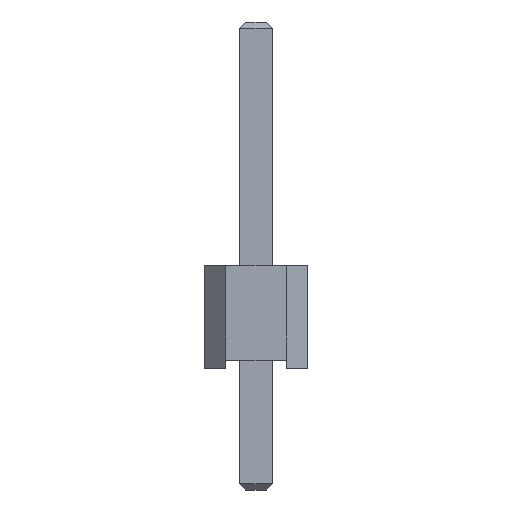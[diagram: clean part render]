
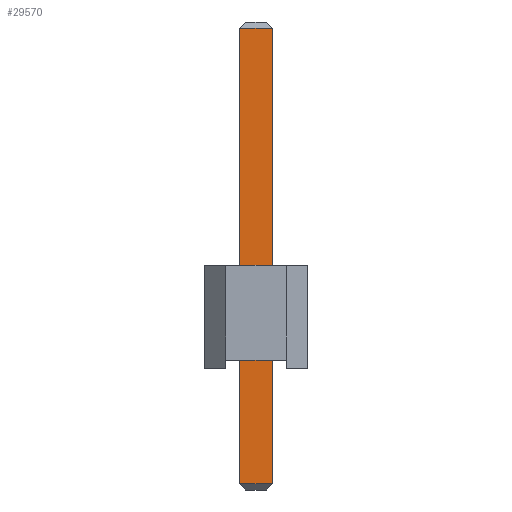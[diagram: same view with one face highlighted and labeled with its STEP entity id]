
A CAD part, front view. The second image highlights one B-rep face of the part: STEP entity #29570.
In plain terms, the highlighted planar face has unit normal (0, -1, 0).
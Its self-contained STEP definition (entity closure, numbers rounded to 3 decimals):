
#29158 = PLANE('',#29159);
#29159 = AXIS2_PLACEMENT_3D('',#29160,#29161,#29162);
#29160 = CARTESIAN_POINT('',(-0.4,-0.4,-3.));
#29161 = DIRECTION('',(-1.,0.,0.));
#29162 = DIRECTION('',(0.,1.,0.));
#29214 = PLANE('',#29215);
#29215 = AXIS2_PLACEMENT_3D('',#29216,#29217,#29218);
#29216 = CARTESIAN_POINT('',(0.4,0.4,-3.));
#29217 = DIRECTION('',(1.,0.,0.));
#29218 = DIRECTION('',(0.,-1.,0.));
#29255 = EDGE_CURVE('',#29256,#29258,#29260,.T.);
#29256 = VERTEX_POINT('',#29257);
#29257 = CARTESIAN_POINT('',(-0.4,-0.4,-2.85));
#29258 = VERTEX_POINT('',#29259);
#29259 = CARTESIAN_POINT('',(-0.4,-0.4,8.39));
#29260 = SURFACE_CURVE('',#29261,(#29265,#29272),.PCURVE_S1.);
#29261 = LINE('',#29262,#29263);
#29262 = CARTESIAN_POINT('',(-0.4,-0.4,-3.));
#29263 = VECTOR('',#29264,1.);
#29264 = DIRECTION('',(0.,0.,1.));
#29265 = PCURVE('',#29158,#29266);
#29266 = DEFINITIONAL_REPRESENTATION('',(#29267),#29271);
#29267 = LINE('',#29268,#29269);
#29268 = CARTESIAN_POINT('',(0.,0.));
#29269 = VECTOR('',#29270,1.);
#29270 = DIRECTION('',(0.,-1.));
#29271 = ( GEOMETRIC_REPRESENTATION_CONTEXT(2) 
PARAMETRIC_REPRESENTATION_CONTEXT() REPRESENTATION_CONTEXT('2D SPACE',''
  ) );
#29272 = PCURVE('',#29273,#29278);
#29273 = PLANE('',#29274);
#29274 = AXIS2_PLACEMENT_3D('',#29275,#29276,#29277);
#29275 = CARTESIAN_POINT('',(0.4,-0.4,-3.));
#29276 = DIRECTION('',(0.,-1.,0.));
#29277 = DIRECTION('',(-1.,0.,0.));
#29278 = DEFINITIONAL_REPRESENTATION('',(#29279),#29283);
#29279 = LINE('',#29280,#29281);
#29280 = CARTESIAN_POINT('',(0.8,0.));
#29281 = VECTOR('',#29282,1.);
#29282 = DIRECTION('',(0.,-1.));
#29283 = ( GEOMETRIC_REPRESENTATION_CONTEXT(2) 
PARAMETRIC_REPRESENTATION_CONTEXT() REPRESENTATION_CONTEXT('2D SPACE',''
  ) );
#29505 = VERTEX_POINT('',#29506);
#29506 = CARTESIAN_POINT('',(0.4,-0.4,8.39));
#29527 = EDGE_CURVE('',#29528,#29505,#29530,.T.);
#29528 = VERTEX_POINT('',#29529);
#29529 = CARTESIAN_POINT('',(0.4,-0.4,-2.85));
#29530 = SURFACE_CURVE('',#29531,(#29535,#29542),.PCURVE_S1.);
#29531 = LINE('',#29532,#29533);
#29532 = CARTESIAN_POINT('',(0.4,-0.4,-3.));
#29533 = VECTOR('',#29534,1.);
#29534 = DIRECTION('',(0.,0.,1.));
#29535 = PCURVE('',#29214,#29536);
#29536 = DEFINITIONAL_REPRESENTATION('',(#29537),#29541);
#29537 = LINE('',#29538,#29539);
#29538 = CARTESIAN_POINT('',(0.8,0.));
#29539 = VECTOR('',#29540,1.);
#29540 = DIRECTION('',(0.,-1.));
#29541 = ( GEOMETRIC_REPRESENTATION_CONTEXT(2) 
PARAMETRIC_REPRESENTATION_CONTEXT() REPRESENTATION_CONTEXT('2D SPACE',''
  ) );
#29542 = PCURVE('',#29273,#29543);
#29543 = DEFINITIONAL_REPRESENTATION('',(#29544),#29548);
#29544 = LINE('',#29545,#29546);
#29545 = CARTESIAN_POINT('',(0.,-0.));
#29546 = VECTOR('',#29547,1.);
#29547 = DIRECTION('',(0.,-1.));
#29548 = ( GEOMETRIC_REPRESENTATION_CONTEXT(2) 
PARAMETRIC_REPRESENTATION_CONTEXT() REPRESENTATION_CONTEXT('2D SPACE',''
  ) );
#29570 = ADVANCED_FACE('',(#29571),#29273,.T.);
#29571 = FACE_BOUND('',#29572,.T.);
#29572 = EDGE_LOOP('',(#29573,#29574,#29600,#29601));
#29573 = ORIENTED_EDGE('',*,*,#29527,.T.);
#29574 = ORIENTED_EDGE('',*,*,#29575,.T.);
#29575 = EDGE_CURVE('',#29505,#29258,#29576,.T.);
#29576 = SURFACE_CURVE('',#29577,(#29581,#29588),.PCURVE_S1.);
#29577 = LINE('',#29578,#29579);
#29578 = CARTESIAN_POINT('',(0.4,-0.4,8.39));
#29579 = VECTOR('',#29580,1.);
#29580 = DIRECTION('',(-1.,0.,0.));
#29581 = PCURVE('',#29273,#29582);
#29582 = DEFINITIONAL_REPRESENTATION('',(#29583),#29587);
#29583 = LINE('',#29584,#29585);
#29584 = CARTESIAN_POINT('',(0.,-11.39));
#29585 = VECTOR('',#29586,1.);
#29586 = DIRECTION('',(1.,0.));
#29587 = ( GEOMETRIC_REPRESENTATION_CONTEXT(2) 
PARAMETRIC_REPRESENTATION_CONTEXT() REPRESENTATION_CONTEXT('2D SPACE',''
  ) );
#29588 = PCURVE('',#29589,#29594);
#29589 = PLANE('',#29590);
#29590 = AXIS2_PLACEMENT_3D('',#29591,#29592,#29593);
#29591 = CARTESIAN_POINT('',(0.4,-0.325,8.465));
#29592 = DIRECTION('',(0.,-0.707,0.707));
#29593 = DIRECTION('',(1.,0.,0.));
#29594 = DEFINITIONAL_REPRESENTATION('',(#29595),#29599);
#29595 = LINE('',#29596,#29597);
#29596 = CARTESIAN_POINT('',(-0.,-0.106));
#29597 = VECTOR('',#29598,1.);
#29598 = DIRECTION('',(-1.,0.));
#29599 = ( GEOMETRIC_REPRESENTATION_CONTEXT(2) 
PARAMETRIC_REPRESENTATION_CONTEXT() REPRESENTATION_CONTEXT('2D SPACE',''
  ) );
#29600 = ORIENTED_EDGE('',*,*,#29255,.F.);
#29601 = ORIENTED_EDGE('',*,*,#29602,.F.);
#29602 = EDGE_CURVE('',#29528,#29256,#29603,.T.);
#29603 = SURFACE_CURVE('',#29604,(#29608,#29615),.PCURVE_S1.);
#29604 = LINE('',#29605,#29606);
#29605 = CARTESIAN_POINT('',(0.4,-0.4,-2.85));
#29606 = VECTOR('',#29607,1.);
#29607 = DIRECTION('',(-1.,0.,0.));
#29608 = PCURVE('',#29273,#29609);
#29609 = DEFINITIONAL_REPRESENTATION('',(#29610),#29614);
#29610 = LINE('',#29611,#29612);
#29611 = CARTESIAN_POINT('',(0.,-0.15));
#29612 = VECTOR('',#29613,1.);
#29613 = DIRECTION('',(1.,0.));
#29614 = ( GEOMETRIC_REPRESENTATION_CONTEXT(2) 
PARAMETRIC_REPRESENTATION_CONTEXT() REPRESENTATION_CONTEXT('2D SPACE',''
  ) );
#29615 = PCURVE('',#29616,#29621);
#29616 = PLANE('',#29617);
#29617 = AXIS2_PLACEMENT_3D('',#29618,#29619,#29620);
#29618 = CARTESIAN_POINT('',(0.4,-0.325,-2.925));
#29619 = DIRECTION('',(0.,0.707,0.707)
  );
#29620 = DIRECTION('',(1.,0.,0.));
#29621 = DEFINITIONAL_REPRESENTATION('',(#29622),#29626);
#29622 = LINE('',#29623,#29624);
#29623 = CARTESIAN_POINT('',(-0.,-0.106));
#29624 = VECTOR('',#29625,1.);
#29625 = DIRECTION('',(-1.,0.));
#29626 = ( GEOMETRIC_REPRESENTATION_CONTEXT(2) 
PARAMETRIC_REPRESENTATION_CONTEXT() REPRESENTATION_CONTEXT('2D SPACE',''
  ) );
